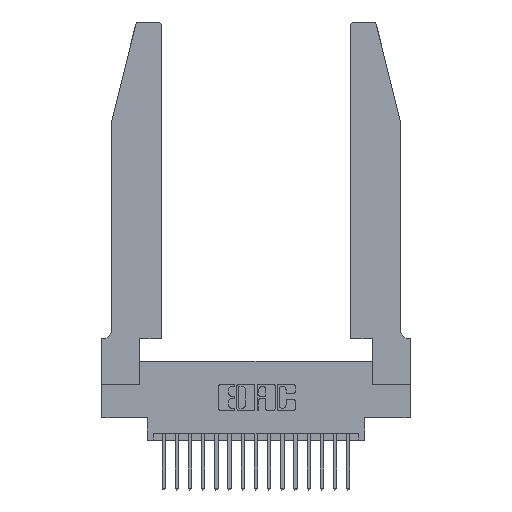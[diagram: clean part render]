
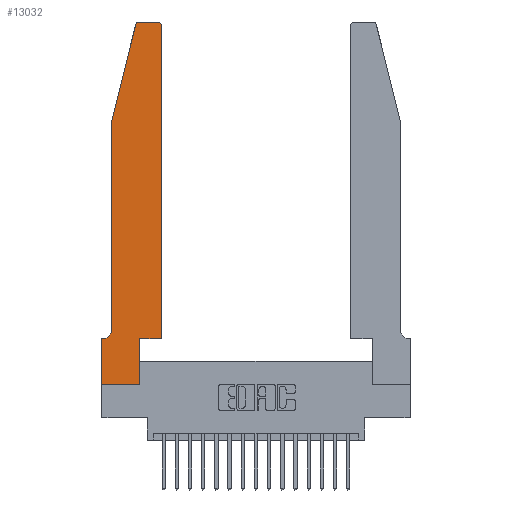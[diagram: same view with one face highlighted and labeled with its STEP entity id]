
A CAD part, top view. The second image highlights one B-rep face of the part: STEP entity #13032.
In plain terms, the highlighted planar face has unit normal (0, 0, 1).
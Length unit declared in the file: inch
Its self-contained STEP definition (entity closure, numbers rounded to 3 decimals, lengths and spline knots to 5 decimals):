
#23 = CARTESIAN_POINT ( 'NONE',  ( 0.4205, 2.72, 0.37 ) ) ;
#487 = EDGE_CURVE ( 'NONE', #1814, #2958, #3288, .T. ) ;
#502 = EDGE_CURVE ( 'NONE', #2322, #1814, #2787, .T. ) ;
#932 = ORIENTED_EDGE ( 'NONE', *, *, #6705, .T. ) ;
#977 = ORIENTED_EDGE ( 'NONE', *, *, #2637, .T. ) ;
#1483 = DIRECTION ( 'NONE',  ( -1., 0., 0. ) ) ;
#1698 = DIRECTION ( 'NONE',  ( 1., 0., 0. ) ) ;
#1797 = DIRECTION ( 'NONE',  ( 0., 0., -1. ) ) ;
#1814 = VERTEX_POINT ( 'NONE', #10906 ) ;
#1873 = VECTOR ( 'NONE', #11749, 39.37008 ) ;
#1979 = EDGE_CURVE ( 'NONE', #17540, #18919, #7007, .T. ) ;
#2322 = VERTEX_POINT ( 'NONE', #5532 ) ;
#2326 = ORIENTED_EDGE ( 'NONE', *, *, #2698, .T. ) ;
#2637 = EDGE_CURVE ( 'NONE', #11458, #2322, #16473, .T. ) ;
#2698 = EDGE_CURVE ( 'NONE', #2958, #11498, #3958, .T. ) ;
#2787 = LINE ( 'NONE', #6780, #11246 ) ;
#2943 = VECTOR ( 'NONE', #7377, 39.37008 ) ;
#2958 = VERTEX_POINT ( 'NONE', #10988 ) ;
#3014 = CARTESIAN_POINT ( 'NONE',  ( 0., 0.35, 0.37 ) ) ;
#3288 = LINE ( 'NONE', #17128, #7563 ) ;
#3354 = EDGE_CURVE ( 'NONE', #12825, #11458, #13314, .T. ) ;
#3845 = CARTESIAN_POINT ( 'NONE',  ( 0.0755, 2., 0.37 ) ) ;
#3866 = ORIENTED_EDGE ( 'NONE', *, *, #10626, .T. ) ;
#3958 = LINE ( 'NONE', #6391, #2943 ) ;
#3993 = CIRCLE ( 'NONE', #11827, 0.07 ) ;
#4262 = CARTESIAN_POINT ( 'NONE',  ( 0.2605, 2.75, 0.37 ) ) ;
#4674 = AXIS2_PLACEMENT_3D ( 'NONE', #23, #11310, #1698 ) ;
#5211 = DIRECTION ( 'NONE',  ( 1., 0., 0. ) ) ;
#5486 = VECTOR ( 'NONE', #17250, 39.37008 ) ;
#5532 = CARTESIAN_POINT ( 'NONE',  ( 0.2865, 0., 0.37 ) ) ;
#5742 = AXIS2_PLACEMENT_3D ( 'NONE', #17731, #8485, #19195 ) ;
#6011 = ORIENTED_EDGE ( 'NONE', *, *, #14126, .T. ) ;
#6178 = ORIENTED_EDGE ( 'NONE', *, *, #502, .T. ) ;
#6234 = LINE ( 'NONE', #3845, #1873 ) ;
#6391 = CARTESIAN_POINT ( 'NONE',  ( 0.4505, 0.35, 0.37 ) ) ;
#6650 = LINE ( 'NONE', #4262, #11823 ) ;
#6705 = EDGE_CURVE ( 'NONE', #10478, #13670, #6650, .T. ) ;
#6737 = DIRECTION ( 'NONE',  ( 0., 1., 0. ) ) ;
#6780 = CARTESIAN_POINT ( 'NONE',  ( 0.2865, 0.35, 0.37 ) ) ;
#7007 = LINE ( 'NONE', #11346, #14802 ) ;
#7377 = DIRECTION ( 'NONE',  ( 0., 1., 0. ) ) ;
#7409 = FACE_OUTER_BOUND ( 'NONE', #17864, .T. ) ;
#7563 = VECTOR ( 'NONE', #19360, 39.37008 ) ;
#8485 = DIRECTION ( 'NONE',  ( 0., 0., 1. ) ) ;
#8757 = LINE ( 'NONE', #11097, #13319 ) ;
#8794 = CIRCLE ( 'NONE', #5742, 0.03 ) ;
#9117 = CARTESIAN_POINT ( 'NONE',  ( 0.0755, 0.42, 0.37 ) ) ;
#9716 = EDGE_CURVE ( 'NONE', #13670, #12434, #8794, .T. ) ;
#9890 = ORIENTED_EDGE ( 'NONE', *, *, #3354, .T. ) ;
#9981 = DIRECTION ( 'NONE',  ( 0., -1., 0. ) ) ;
#10478 = VERTEX_POINT ( 'NONE', #15302 ) ;
#10626 = EDGE_CURVE ( 'NONE', #14307, #12825, #8757, .T. ) ;
#10906 = CARTESIAN_POINT ( 'NONE',  ( 0.2865, 0.35, 0.37 ) ) ;
#10988 = CARTESIAN_POINT ( 'NONE',  ( 0.4505, 0.35, 0.37 ) ) ;
#11097 = CARTESIAN_POINT ( 'NONE',  ( 0.0755, 0.35, 0.37 ) ) ;
#11238 = ORIENTED_EDGE ( 'NONE', *, *, #9716, .T. ) ;
#11246 = VECTOR ( 'NONE', #6737, 39.37008 ) ;
#11310 = DIRECTION ( 'NONE',  ( 0., 0., 1. ) ) ;
#11346 = CARTESIAN_POINT ( 'NONE',  ( 0.0755, 2., 0.37 ) ) ;
#11397 = CARTESIAN_POINT ( 'NONE',  ( 0.0055, 0.42, 0.37 ) ) ;
#11458 = VERTEX_POINT ( 'NONE', #13481 ) ;
#11497 = CARTESIAN_POINT ( 'NONE',  ( 0., 0.35, 0.37 ) ) ;
#11498 = VERTEX_POINT ( 'NONE', #16665 ) ;
#11666 = CARTESIAN_POINT ( 'NONE',  ( 0.284, 2.75, 0.37 ) ) ;
#11749 = DIRECTION ( 'NONE',  ( -0.239, -0.971, 0. ) ) ;
#11823 = VECTOR ( 'NONE', #16780, 39.37008 ) ;
#11827 = AXIS2_PLACEMENT_3D ( 'NONE', #11397, #1797, #12934 ) ;
#11955 = EDGE_CURVE ( 'NONE', #12434, #17540, #6234, .T. ) ;
#12366 = VECTOR ( 'NONE', #15977, 39.37008 ) ;
#12434 = VERTEX_POINT ( 'NONE', #16250 ) ;
#12825 = VERTEX_POINT ( 'NONE', #3014 ) ;
#12934 = DIRECTION ( 'NONE',  ( -1., 0., 0. ) ) ;
#13032 = ADVANCED_FACE ( 'NONE', ( #7409 ), #16081, .T. ) ;
#13314 = LINE ( 'NONE', #16980, #5486 ) ;
#13319 = VECTOR ( 'NONE', #1483, 39.37008 ) ;
#13481 = CARTESIAN_POINT ( 'NONE',  ( 0., 0., 0.37 ) ) ;
#13529 = CARTESIAN_POINT ( 'NONE',  ( 0.0755, 2., 0.37 ) ) ;
#13587 = AXIS2_PLACEMENT_3D ( 'NONE', #11497, #14585, #5211 ) ;
#13600 = EDGE_CURVE ( 'NONE', #18919, #14307, #3993, .T. ) ;
#13670 = VERTEX_POINT ( 'NONE', #11666 ) ;
#13898 = ORIENTED_EDGE ( 'NONE', *, *, #1979, .T. ) ;
#14126 = EDGE_CURVE ( 'NONE', #11498, #10478, #15526, .T. ) ;
#14307 = VERTEX_POINT ( 'NONE', #18450 ) ;
#14585 = DIRECTION ( 'NONE',  ( 0., 0., 1. ) ) ;
#14802 = VECTOR ( 'NONE', #9981, 39.37008 ) ;
#15302 = CARTESIAN_POINT ( 'NONE',  ( 0.4205, 2.75, 0.37 ) ) ;
#15526 = CIRCLE ( 'NONE', #4674, 0.03 ) ;
#15548 = ORIENTED_EDGE ( 'NONE', *, *, #487, .T. ) ;
#15833 = ORIENTED_EDGE ( 'NONE', *, *, #11955, .T. ) ;
#15977 = DIRECTION ( 'NONE',  ( 1., 0., 0. ) ) ;
#16081 = PLANE ( 'NONE',  #13587 ) ;
#16250 = CARTESIAN_POINT ( 'NONE',  ( 0.25487, 2.72718, 0.37 ) ) ;
#16473 = LINE ( 'NONE', #16897, #12366 ) ;
#16665 = CARTESIAN_POINT ( 'NONE',  ( 0.4505, 2.72, 0.37 ) ) ;
#16780 = DIRECTION ( 'NONE',  ( -1., 0., 0. ) ) ;
#16897 = CARTESIAN_POINT ( 'NONE',  ( 0., 0., 0.37 ) ) ;
#16980 = CARTESIAN_POINT ( 'NONE',  ( 0., 0., 0.37 ) ) ;
#17128 = CARTESIAN_POINT ( 'NONE',  ( 0.4505, 0.35, 0.37 ) ) ;
#17250 = DIRECTION ( 'NONE',  ( 0., -1., 0. ) ) ;
#17337 = ORIENTED_EDGE ( 'NONE', *, *, #13600, .T. ) ;
#17540 = VERTEX_POINT ( 'NONE', #13529 ) ;
#17731 = CARTESIAN_POINT ( 'NONE',  ( 0.284, 2.72, 0.37 ) ) ;
#17864 = EDGE_LOOP ( 'NONE', ( #932, #11238, #15833, #13898, #17337, #3866, #9890, #977, #6178, #15548, #2326, #6011 ) ) ;
#18450 = CARTESIAN_POINT ( 'NONE',  ( 0.0055, 0.35, 0.37 ) ) ;
#18919 = VERTEX_POINT ( 'NONE', #9117 ) ;
#19195 = DIRECTION ( 'NONE',  ( 1., 0., 0. ) ) ;
#19360 = DIRECTION ( 'NONE',  ( 1., 0., 0. ) ) ;
